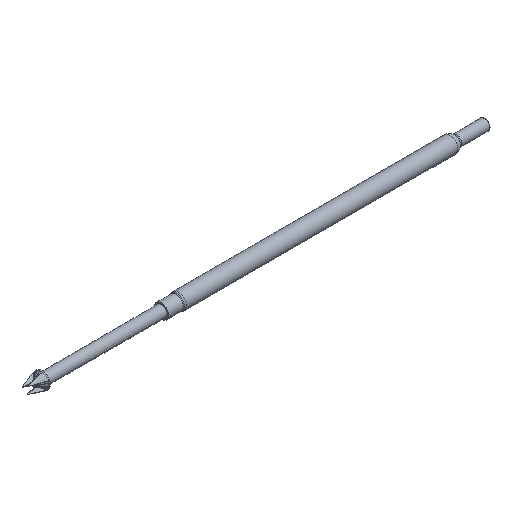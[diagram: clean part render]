
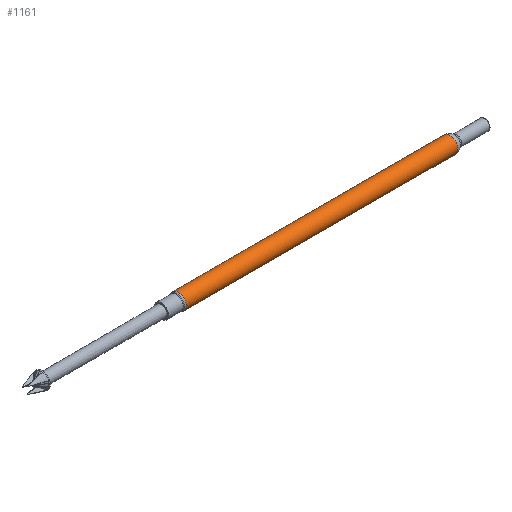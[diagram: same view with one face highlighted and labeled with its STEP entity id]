
A CAD part, isometric view. The second image highlights one B-rep face of the part: STEP entity #1161.
In plain terms, the highlighted cylindrical face has radius 0.683 mm (diameter 1.367 mm), a full revolution.
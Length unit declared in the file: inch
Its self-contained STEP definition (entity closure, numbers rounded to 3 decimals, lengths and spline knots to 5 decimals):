
#42 = DIRECTION ( 'NONE',  ( 0., 0., 1. ) ) ;
#299 = CIRCLE ( 'NONE', #3287, 0.0269 ) ;
#615 = ORIENTED_EDGE ( 'NONE', *, *, #6744, .T. ) ;
#716 = DIRECTION ( 'NONE',  ( 0., 0., 1. ) ) ;
#863 = VERTEX_POINT ( 'NONE', #6127 ) ;
#1161 = ADVANCED_FACE ( 'NONE', ( #3120, #2508 ), #4541, .T. ) ;
#1189 = CIRCLE ( 'NONE', #2432, 0.0269 ) ;
#1474 = ORIENTED_EDGE ( 'NONE', *, *, #1523, .T. ) ;
#1523 = EDGE_CURVE ( 'NONE', #7369, #7369, #1189, .T. ) ;
#1998 = CARTESIAN_POINT ( 'NONE',  ( 0., 0., 0. ) ) ;
#2134 = CARTESIAN_POINT ( 'NONE',  ( 0.05807, 0., 0. ) ) ;
#2432 = AXIS2_PLACEMENT_3D ( 'NONE', #7279, #8422, #716 ) ;
#2455 = EDGE_LOOP ( 'NONE', ( #615 ) ) ;
#2508 = FACE_OUTER_BOUND ( 'NONE', #2455, .T. ) ;
#3120 = FACE_OUTER_BOUND ( 'NONE', #7742, .T. ) ;
#3287 = AXIS2_PLACEMENT_3D ( 'NONE', #2134, #4260, #3564 ) ;
#3564 = DIRECTION ( 'NONE',  ( 0., 0., -1. ) ) ;
#4260 = DIRECTION ( 'NONE',  ( 1., 0., 0. ) ) ;
#4541 = CYLINDRICAL_SURFACE ( 'NONE', #7119, 0.0269 ) ;
#4626 = DIRECTION ( 'NONE',  ( -1., 0., 0. ) ) ;
#6127 = CARTESIAN_POINT ( 'NONE',  ( 0.05807, 0., -0.0269 ) ) ;
#6744 = EDGE_CURVE ( 'NONE', #863, #863, #299, .T. ) ;
#6862 = CARTESIAN_POINT ( 'NONE',  ( 0.98, 0., 0.0269 ) ) ;
#7119 = AXIS2_PLACEMENT_3D ( 'NONE', #1998, #4626, #42 ) ;
#7279 = CARTESIAN_POINT ( 'NONE',  ( 0.98, 0., 0. ) ) ;
#7369 = VERTEX_POINT ( 'NONE', #6862 ) ;
#7742 = EDGE_LOOP ( 'NONE', ( #1474 ) ) ;
#8422 = DIRECTION ( 'NONE',  ( -1., 0., 0. ) ) ;
